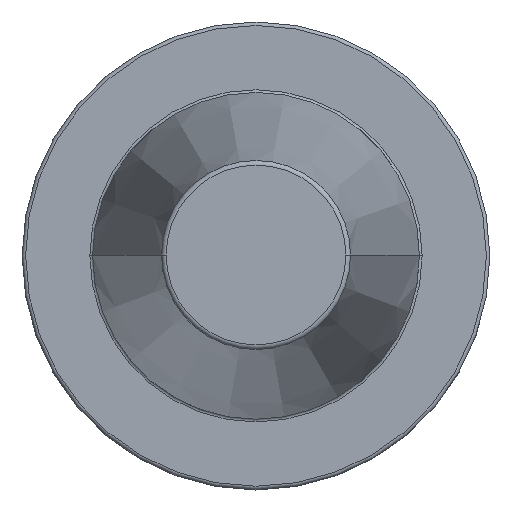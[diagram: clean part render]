
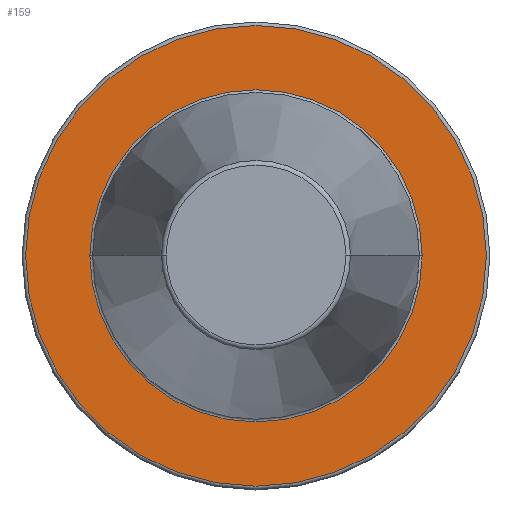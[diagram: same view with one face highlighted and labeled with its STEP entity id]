
A CAD part, top view. The second image highlights one B-rep face of the part: STEP entity #159.
In plain terms, the highlighted planar face has unit normal (0, 0, 1).
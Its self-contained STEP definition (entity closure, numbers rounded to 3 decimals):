
#159=ADVANCED_FACE('',(#190,#191),#180,.F.);
#180=PLANE('',#646);
#190=FACE_BOUND('',#217,.T.);
#191=FACE_BOUND('',#218,.T.);
#217=EDGE_LOOP('',(#316));
#218=EDGE_LOOP('',(#317,#318));
#316=ORIENTED_EDGE('',*,*,#481,.T.);
#317=ORIENTED_EDGE('',*,*,#454,.T.);
#318=ORIENTED_EDGE('',*,*,#482,.T.);
#405=VERTEX_POINT('',#952);
#406=VERTEX_POINT('',#953);
#420=VERTEX_POINT('',#1006);
#454=EDGE_CURVE('',#405,#406,#519,.T.);
#481=EDGE_CURVE('',#420,#420,#538,.T.);
#482=EDGE_CURVE('',#406,#405,#539,.T.);
#519=CIRCLE('',#613,35.5);
#538=CIRCLE('',#644,49.229);
#539=CIRCLE('',#645,35.5);
#613=AXIS2_PLACEMENT_3D('',#951,#749,#750);
#644=AXIS2_PLACEMENT_3D('',#1005,#819,#820);
#645=AXIS2_PLACEMENT_3D('',#1007,#821,#822);
#646=AXIS2_PLACEMENT_3D('',#1008,#823,#824);
#749=DIRECTION('',(0.,0.,-1.));
#750=DIRECTION('',(-1.,0.,0.));
#819=DIRECTION('',(0.,0.,1.));
#820=DIRECTION('',(-1.,0.,0.));
#821=DIRECTION('',(0.,0.,-1.));
#822=DIRECTION('',(-1.,0.,0.));
#823=DIRECTION('',(0.,0.,-1.));
#824=DIRECTION('',(1.,0.,0.));
#951=CARTESIAN_POINT('',(0.,0.,-3.));
#952=CARTESIAN_POINT('',(35.5,0.,-3.));
#953=CARTESIAN_POINT('',(-35.5,0.,-3.));
#1005=CARTESIAN_POINT('',(0.,0.,-3.));
#1006=CARTESIAN_POINT('',(-49.229,0.,-3.));
#1007=CARTESIAN_POINT('',(0.,0.,-3.));
#1008=CARTESIAN_POINT('',(0.,35.5,-3.));
